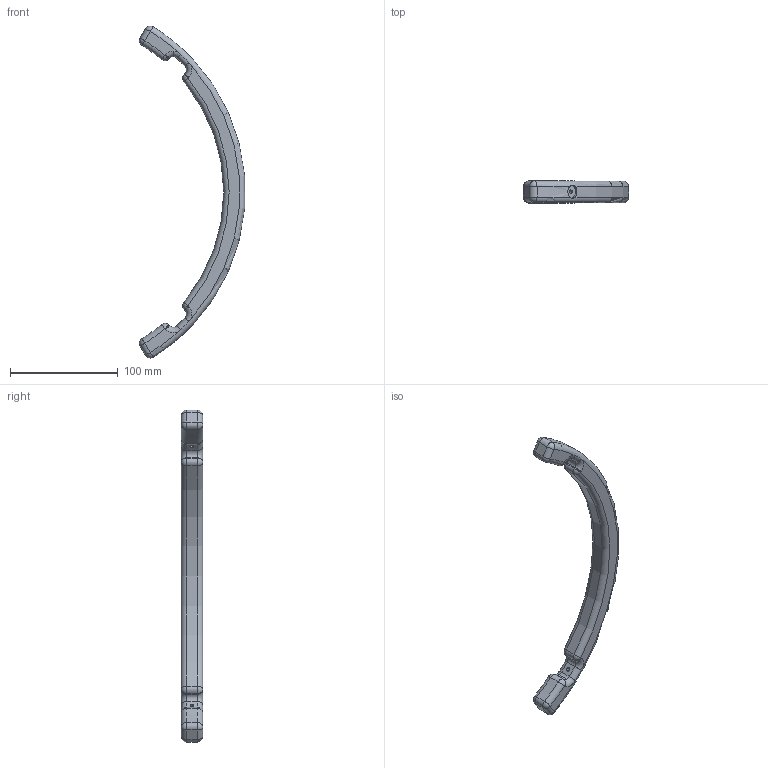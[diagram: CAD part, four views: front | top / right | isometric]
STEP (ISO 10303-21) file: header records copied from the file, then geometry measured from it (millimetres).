
FILE_DESCRIPTION (( 'STEP AP203' ), '1' );
FILE_NAME ('protector_Défaut_sldprt.STEP', '2021-01-20T23:26:32', ( '' ), ( '' ), 'SwSTEP 2.0', 'SolidWorks 2020', '' );
FILE_SCHEMA (( 'CONFIG_CONTROL_DESIGN' ));
Length unit declared in the file: millimetre
Products named in the file (1): protector_Défaut_sldprt
Bounding box: 97.55 x 20 x 307.97 mm (x, y, z)
Volume: 124897.1 mm3; surface area: 25707.3 mm2
Topology: 1 solids, 1 shells, 95 faces, 231 edges, 122 vertices
Faces by surface type: cylinder 43, torus 22, sphere 16, plane 14
Entity records: 2982 total; most frequent: CARTESIAN_POINT 729, DIRECTION 515, ORIENTED_EDGE 430, AXIS2_PLACEMENT_3D 228, EDGE_CURVE 215, CIRCLE 132, VERTEX_POINT 122, EDGE_LOOP 99
